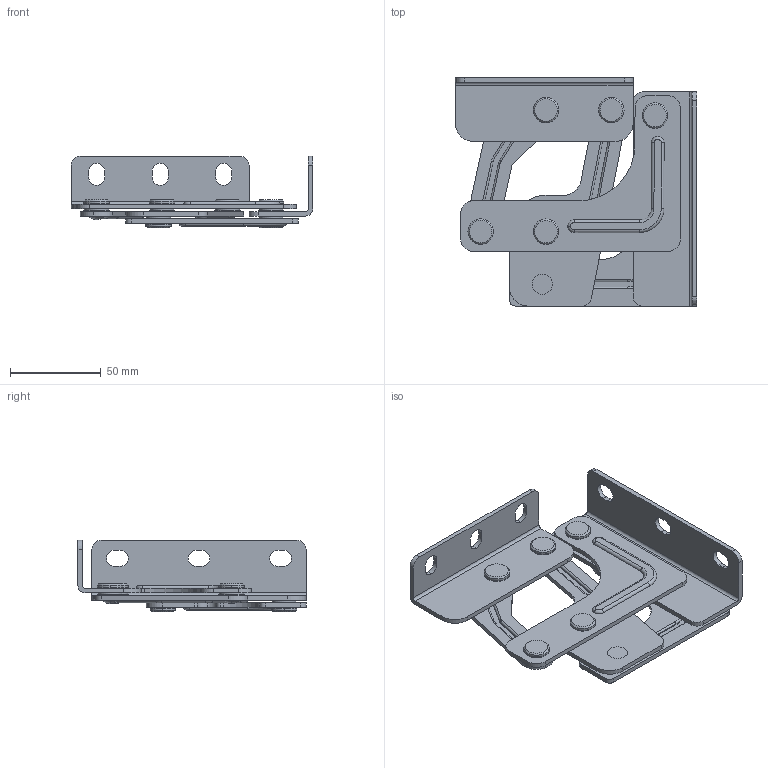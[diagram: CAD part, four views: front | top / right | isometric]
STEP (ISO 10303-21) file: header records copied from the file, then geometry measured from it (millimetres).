
FILE_DESCRIPTION (( 'STEP AP203' ), '1' );
FILE_NAME ('B-1864-1-R.STEP', '2017-07-20T04:22:45', ( '' ), ( '' ), 'SwSTEP 2.0', 'SolidWorks 2014', '' );
FILE_SCHEMA (( 'CONFIG_CONTROL_DESIGN' ));
Length unit declared in the file: millimetre
Products named in the file (13): B-1864-1-L_ポリスライダー（ダミー）; B-1864-1-R傾乕儉A-R_; B-1864-1-R軸B_; B-1864-1-R傾乕儉C-R_; B-1864-1-L軸A; B-1864-1-R; B-1864-1-R僽儔働僢僩A-R_; B-1864-1-R軸A_; B-1864-1-R傾乕儉B-R_; B-1864-1-L_メタロプラスト(ダミー）; B-1864-1-R傾乕儉D-R_; B-1864-1-L軸B_; B-1864-1-R僽儔働僢僩B-R_
Assembly tree (19 placements, depth 3):
  B-1864-1-R
    B-1864-1-R僽儔働僢僩A-R_
    B-1864-1-R傾乕儉D-R_
    B-1864-1-R傾乕儉A-R_
    B-1864-1-R傾乕儉B-R_
    B-1864-1-R僽儔働僢僩B-R_
    B-1864-1-R傾乕儉C-R_
    B-1864-1-R軸A_  x5
      B-1864-1-L軸A
      B-1864-1-L_メタロプラスト(ダミー）
      B-1864-1-L_ポリスライダー（ダミー）
    B-1864-1-R軸B_  x2
      B-1864-1-L軸B_
      B-1864-1-L_ポリスライダー（ダミー）
      B-1864-1-L_メタロプラスト(ダミー）
Bounding box: 133.04 x 125.74 x 39.5 mm (x, y, z)
Volume: 75573.5 mm3; surface area: 72253.7 mm2
Topology: 27 solids, 27 shells, 469 faces, 1077 edges, 703 vertices
Faces by surface type: cylinder 252, plane 151, torus 34, cone 22, sphere 10
Entity records: 10558 total; most frequent: DIRECTION 1735, CARTESIAN_POINT 1521, ORIENTED_EDGE 1462, EDGE_CURVE 731, AXIS2_PLACEMENT_3D 689, VERTEX_POINT 475, CIRCLE 374, VECTOR 357
